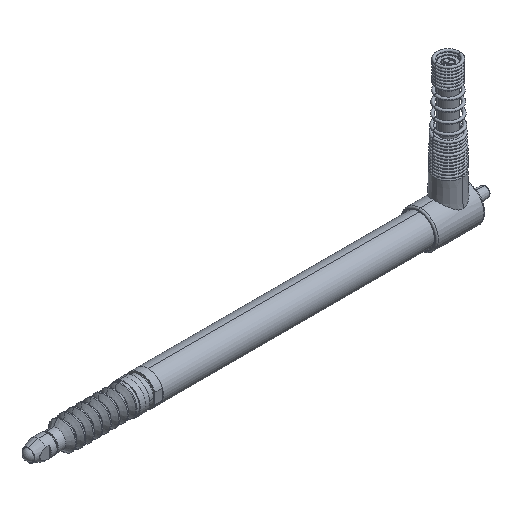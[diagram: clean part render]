
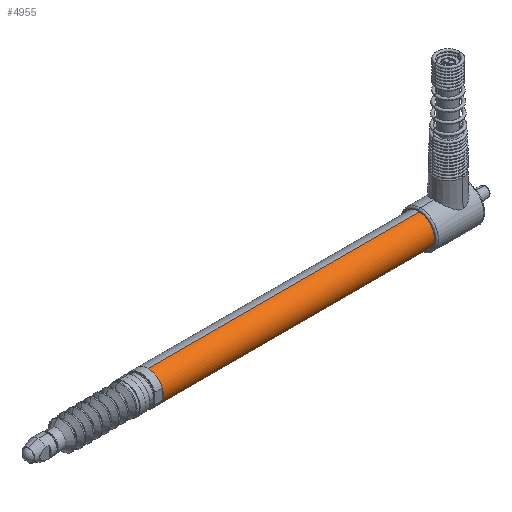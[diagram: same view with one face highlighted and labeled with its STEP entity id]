
A CAD part, isometric view. The second image highlights one B-rep face of the part: STEP entity #4955.
In plain terms, the highlighted cylindrical face has radius 4 mm (diameter 8 mm), a partial arc.
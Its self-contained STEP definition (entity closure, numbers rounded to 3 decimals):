
#76 = LINE ( 'NONE', #2927, #6683 ) ;
#87 = LINE ( 'NONE', #6566, #4675 ) ;
#490 = AXIS2_PLACEMENT_3D ( 'NONE', #1014, #11044, #3559 ) ;
#1014 = CARTESIAN_POINT ( 'NONE',  ( -85.5, 0., 0. ) ) ;
#1400 = VERTEX_POINT ( 'NONE', #9249 ) ;
#1523 = CARTESIAN_POINT ( 'NONE',  ( -9.052, 0., 0. ) ) ;
#1617 = ORIENTED_EDGE ( 'NONE', *, *, #2619, .T. ) ;
#1739 = VECTOR ( 'NONE', #10042, 1000. ) ;
#2062 = VERTEX_POINT ( 'NONE', #2412 ) ;
#2412 = CARTESIAN_POINT ( 'NONE',  ( -85.5, 0., -4. ) ) ;
#2530 = DIRECTION ( 'NONE',  ( -1., 0., 0. ) ) ;
#2619 = EDGE_CURVE ( 'NONE', #5560, #1400, #7486, .T. ) ;
#2696 = EDGE_CURVE ( 'NONE', #6344, #8779, #76, .T. ) ;
#2776 = CIRCLE ( 'NONE', #4128, 4. ) ;
#2881 = DIRECTION ( 'NONE',  ( 1., 0., 0. ) ) ;
#2927 = CARTESIAN_POINT ( 'NONE',  ( -341.293, -3.75, 1.392 ) ) ;
#2936 = CARTESIAN_POINT ( 'NONE',  ( -9.5, 0., 0. ) ) ;
#3164 = CARTESIAN_POINT ( 'NONE',  ( -9.052, 0., -4. ) ) ;
#3465 = DIRECTION ( 'NONE',  ( -1., 0., 0. ) ) ;
#3559 = DIRECTION ( 'NONE',  ( 0., 0., 1. ) ) ;
#3577 = LINE ( 'NONE', #10760, #1739 ) ;
#3594 = CARTESIAN_POINT ( 'NONE',  ( -9.5, -3.75, -1.392 ) ) ;
#3663 = DIRECTION ( 'NONE',  ( 1., 0., 0. ) ) ;
#4128 = AXIS2_PLACEMENT_3D ( 'NONE', #1523, #6253, #11745 ) ;
#4285 = FACE_OUTER_BOUND ( 'NONE', #8141, .T. ) ;
#4472 = ORIENTED_EDGE ( 'NONE', *, *, #6611, .T. ) ;
#4562 = DIRECTION ( 'NONE',  ( 0., 0., -1. ) ) ;
#4622 = EDGE_CURVE ( 'NONE', #9709, #11311, #3577, .T. ) ;
#4675 = VECTOR ( 'NONE', #3663, 1000. ) ;
#4714 = CARTESIAN_POINT ( 'NONE',  ( -9.052, -3.75, 1.392 ) ) ;
#4955 = ADVANCED_FACE ( 'NONE', ( #4285 ), #7983, .T. ) ;
#5068 = AXIS2_PLACEMENT_3D ( 'NONE', #2936, #2881, #4562 ) ;
#5156 = ORIENTED_EDGE ( 'NONE', *, *, #2696, .F. ) ;
#5328 = ORIENTED_EDGE ( 'NONE', *, *, #6030, .F. ) ;
#5560 = VERTEX_POINT ( 'NONE', #3164 ) ;
#6030 = EDGE_CURVE ( 'NONE', #9389, #1400, #87, .T. ) ;
#6165 = EDGE_CURVE ( 'NONE', #8779, #9389, #11057, .T. ) ;
#6253 = DIRECTION ( 'NONE',  ( -1., 0., 0. ) ) ;
#6309 = CARTESIAN_POINT ( 'NONE',  ( -9.052, 0., 0. ) ) ;
#6344 = VERTEX_POINT ( 'NONE', #4714 ) ;
#6369 = DIRECTION ( 'NONE',  ( -1., 0., 0. ) ) ;
#6566 = CARTESIAN_POINT ( 'NONE',  ( -341.293, -3.75, -1.392 ) ) ;
#6594 = CARTESIAN_POINT ( 'NONE',  ( -9.5, -3.75, 1.392 ) ) ;
#6611 = EDGE_CURVE ( 'NONE', #6344, #9709, #2776, .T. ) ;
#6683 = VECTOR ( 'NONE', #9281, 1000. ) ;
#6749 = ORIENTED_EDGE ( 'NONE', *, *, #6165, .F. ) ;
#7008 = CARTESIAN_POINT ( 'NONE',  ( -341.293, 0., 0. ) ) ;
#7029 = ORIENTED_EDGE ( 'NONE', *, *, #8239, .F. ) ;
#7486 = CIRCLE ( 'NONE', #10920, 4. ) ;
#7983 = CYLINDRICAL_SURFACE ( 'NONE', #11583, 4. ) ;
#8141 = EDGE_LOOP ( 'NONE', ( #10296, #1617, #5328, #6749, #5156, #4472, #9933, #7029 ) ) ;
#8239 = EDGE_CURVE ( 'NONE', #2062, #11311, #11317, .T. ) ;
#8313 = DIRECTION ( 'NONE',  ( 0., 0., 1. ) ) ;
#8358 = VECTOR ( 'NONE', #3465, 1000. ) ;
#8649 = CARTESIAN_POINT ( 'NONE',  ( -9.052, 0., 4. ) ) ;
#8779 = VERTEX_POINT ( 'NONE', #6594 ) ;
#8848 = CARTESIAN_POINT ( 'NONE',  ( -341.293, 0., -4. ) ) ;
#9249 = CARTESIAN_POINT ( 'NONE',  ( -9.052, -3.75, -1.392 ) ) ;
#9281 = DIRECTION ( 'NONE',  ( -1., 0., 0. ) ) ;
#9389 = VERTEX_POINT ( 'NONE', #3594 ) ;
#9709 = VERTEX_POINT ( 'NONE', #8649 ) ;
#9906 = LINE ( 'NONE', #8848, #8358 ) ;
#9933 = ORIENTED_EDGE ( 'NONE', *, *, #4622, .T. ) ;
#10042 = DIRECTION ( 'NONE',  ( -1., 0., 0. ) ) ;
#10075 = CARTESIAN_POINT ( 'NONE',  ( -85.5, 0., 4. ) ) ;
#10296 = ORIENTED_EDGE ( 'NONE', *, *, #11045, .F. ) ;
#10691 = DIRECTION ( 'NONE',  ( 0., 0., 1. ) ) ;
#10760 = CARTESIAN_POINT ( 'NONE',  ( -341.293, 0., 4. ) ) ;
#10920 = AXIS2_PLACEMENT_3D ( 'NONE', #6309, #6369, #8313 ) ;
#11044 = DIRECTION ( 'NONE',  ( -1., 0., 0. ) ) ;
#11045 = EDGE_CURVE ( 'NONE', #5560, #2062, #9906, .T. ) ;
#11057 = CIRCLE ( 'NONE', #5068, 4. ) ;
#11311 = VERTEX_POINT ( 'NONE', #10075 ) ;
#11317 = CIRCLE ( 'NONE', #490, 4. ) ;
#11583 = AXIS2_PLACEMENT_3D ( 'NONE', #7008, #2530, #10691 ) ;
#11745 = DIRECTION ( 'NONE',  ( 0., 0., 1. ) ) ;
